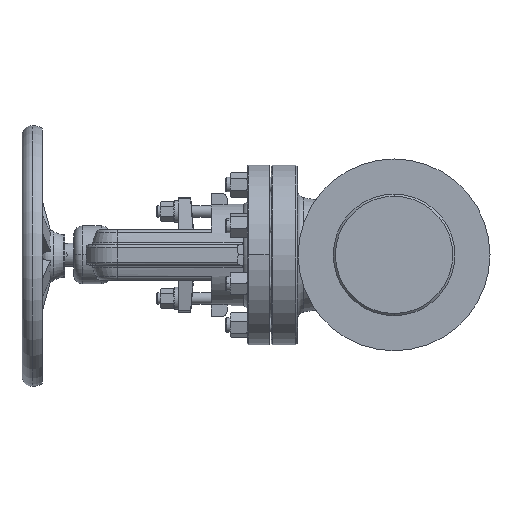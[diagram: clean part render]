
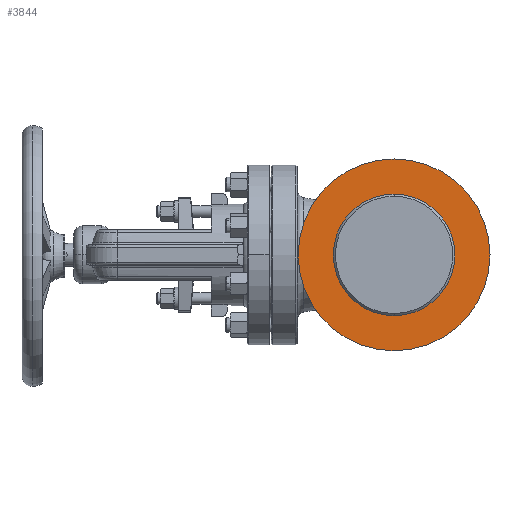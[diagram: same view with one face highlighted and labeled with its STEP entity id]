
A CAD part, left-side view. The second image highlights one B-rep face of the part: STEP entity #3844.
In plain terms, the highlighted planar face has unit normal (-1, 0, 0).
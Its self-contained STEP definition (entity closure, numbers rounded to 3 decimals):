
#1335 = CARTESIAN_POINT ( 'NONE',  ( -212., 0., 84. ) ) ;
#1362 = DIRECTION ( 'NONE',  ( -1., 0., 0. ) ) ;
#1459 = VERTEX_POINT ( 'NONE', #22829 ) ;
#3844 = ADVANCED_FACE ( 'NONE', ( #40060, #5496 ), #33592, .T. ) ;
#4489 = AXIS2_PLACEMENT_3D ( 'NONE', #41322, #1362, #15414 ) ;
#5496 = FACE_BOUND ( 'NONE', #38015, .T. ) ;
#6094 = EDGE_CURVE ( 'NONE', #24798, #1459, #32490, .T. ) ;
#6903 = AXIS2_PLACEMENT_3D ( 'NONE', #34145, #14180, #37498 ) ;
#11069 = DIRECTION ( 'NONE',  ( -1., 0., 0. ) ) ;
#14180 = DIRECTION ( 'NONE',  ( -1., 0., 0. ) ) ;
#15055 = EDGE_CURVE ( 'NONE', #38516, #18727, #39740, .T. ) ;
#15414 = DIRECTION ( 'NONE',  ( 0., 0., 1. ) ) ;
#15708 = ORIENTED_EDGE ( 'NONE', *, *, #23761, .F. ) ;
#17996 = DIRECTION ( 'NONE',  ( -1., 0., 0. ) ) ;
#18727 = VERTEX_POINT ( 'NONE', #29439 ) ;
#21130 = AXIS2_PLACEMENT_3D ( 'NONE', #41939, #30150, #42930 ) ;
#22829 = CARTESIAN_POINT ( 'NONE',  ( -212., 0., -84. ) ) ;
#23761 = EDGE_CURVE ( 'NONE', #1459, #24798, #39874, .T. ) ;
#23801 = ORIENTED_EDGE ( 'NONE', *, *, #23841, .T. ) ;
#23841 = EDGE_CURVE ( 'NONE', #18727, #38516, #31035, .T. ) ;
#24798 = VERTEX_POINT ( 'NONE', #1335 ) ;
#27068 = EDGE_LOOP ( 'NONE', ( #37582, #23801 ) ) ;
#27204 = CARTESIAN_POINT ( 'NONE',  ( -212., 0., 132.5 ) ) ;
#29439 = CARTESIAN_POINT ( 'NONE',  ( -212., 0., -132.5 ) ) ;
#30150 = DIRECTION ( 'NONE',  ( -1., 0., 0. ) ) ;
#31035 = CIRCLE ( 'NONE', #42053, 132.5 ) ;
#31116 = CARTESIAN_POINT ( 'NONE',  ( -212., 0., 0. ) ) ;
#32490 = CIRCLE ( 'NONE', #4489, 84. ) ;
#33592 = PLANE ( 'NONE',  #21130 ) ;
#34145 = CARTESIAN_POINT ( 'NONE',  ( -212., 0., 0. ) ) ;
#34442 = DIRECTION ( 'NONE',  ( 0., 0., 1. ) ) ;
#34527 = ORIENTED_EDGE ( 'NONE', *, *, #6094, .F. ) ;
#37498 = DIRECTION ( 'NONE',  ( 0., 0., 1. ) ) ;
#37581 = AXIS2_PLACEMENT_3D ( 'NONE', #31116, #11069, #34442 ) ;
#37582 = ORIENTED_EDGE ( 'NONE', *, *, #15055, .T. ) ;
#37934 = CARTESIAN_POINT ( 'NONE',  ( -212., 0., 0. ) ) ;
#38015 = EDGE_LOOP ( 'NONE', ( #15708, #34527 ) ) ;
#38516 = VERTEX_POINT ( 'NONE', #27204 ) ;
#39740 = CIRCLE ( 'NONE', #6903, 132.5 ) ;
#39874 = CIRCLE ( 'NONE', #37581, 84. ) ;
#40060 = FACE_OUTER_BOUND ( 'NONE', #27068, .T. ) ;
#41290 = DIRECTION ( 'NONE',  ( 0., 0., 1. ) ) ;
#41322 = CARTESIAN_POINT ( 'NONE',  ( -212., 0., 0. ) ) ;
#41939 = CARTESIAN_POINT ( 'NONE',  ( -212., 132.5, 0. ) ) ;
#42053 = AXIS2_PLACEMENT_3D ( 'NONE', #37934, #17996, #41290 ) ;
#42930 = DIRECTION ( 'NONE',  ( 0., 0., 1. ) ) ;
